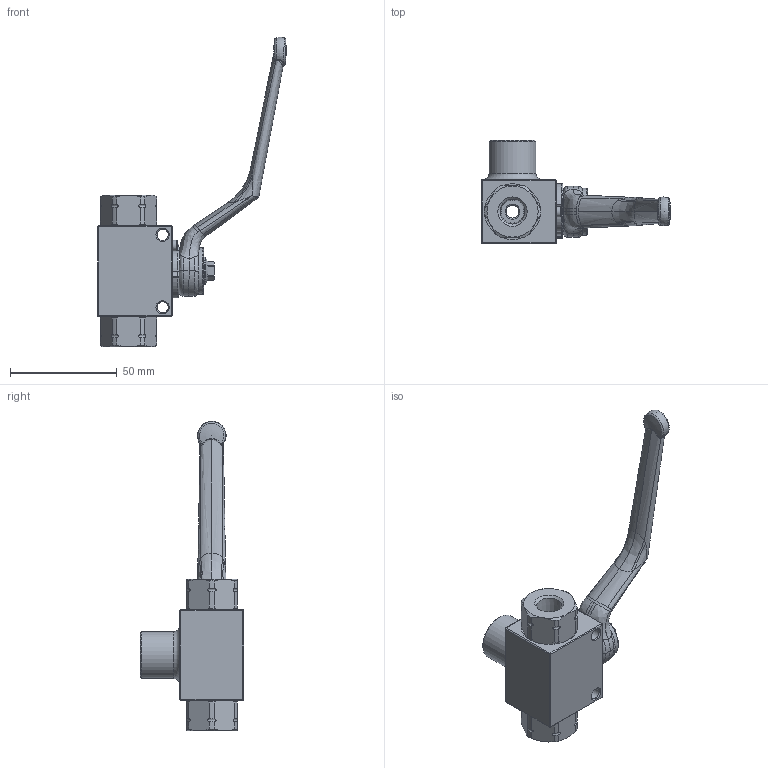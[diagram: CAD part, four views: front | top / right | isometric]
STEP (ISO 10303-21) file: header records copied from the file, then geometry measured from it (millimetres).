
FILE_DESCRIPTION(/* description */ (''),/* implementation_level */ '2;1');
FILE_NAME(/* name */ 'GE3NNT1_____F10.stp',/* time_stamp */ '2020-02-12T17:17:05+01:00',/* author */ ('francesca.patelli'),/* organization */ (''),/* preprocessor_version */ 'ST-DEVELOPER v18',/* originating_system */ 'Autodesk Inventor 2020',/* authorisation */ '');
FILE_SCHEMA (('AUTOMOTIVE_DESIGN { 1 0 10303 214 3 1 1 }'));
Length unit declared in the file: millimetre
Products named in the file (1): Parte2
Bounding box: 88.51 x 48.5 x 145.09 mm (x, y, z)
Volume: 61629.1 mm3; surface area: 24940.4 mm2
Topology: 3 solids, 6 shells, 423 faces, 1128 edges, 720 vertices
Faces by surface type: cylinder 118, plane 111, bspline 71, cone 64, torus 45, sphere 14
Full cylindrical faces by diameter (mm): 2.004 x1, 5 x3, 5.25 x2, 6 x3, 10.719 x3, 13 x1, 14 x1, 17 x1, 18.7 x2, 20.376 x3, 22 x2, 22.3 x2, 26.2 x2
Entity records: 33454 total; most frequent: CARTESIAN_POINT 22795, ORIENTED_EDGE 2240, DIRECTION 2039, EDGE_CURVE 1120, AXIS2_PLACEMENT_3D 830, VERTEX_POINT 720, CIRCLE 464, EDGE_LOOP 458
